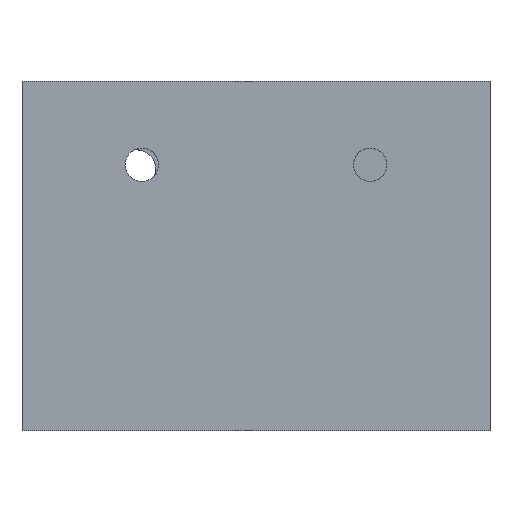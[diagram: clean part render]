
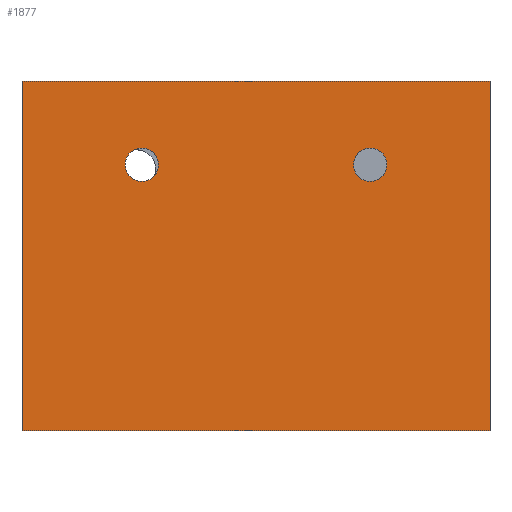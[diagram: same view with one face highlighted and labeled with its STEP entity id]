
A CAD part, top view. The second image highlights one B-rep face of the part: STEP entity #1877.
In plain terms, the highlighted planar face has unit normal (0, 0, 1).
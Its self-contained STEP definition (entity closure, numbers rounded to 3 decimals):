
#32=FACE_BOUND('',#323,.T.);
#33=FACE_BOUND('',#324,.T.);
#111=PLANE('',#2030);
#209=FACE_OUTER_BOUND('',#322,.T.);
#322=EDGE_LOOP('',(#1754,#1755,#1756,#1757));
#323=EDGE_LOOP('',(#1758));
#324=EDGE_LOOP('',(#1759));
#539=LINE('',#3047,#760);
#541=LINE('',#3051,#762);
#543=LINE('',#3055,#764);
#545=LINE('',#3058,#766);
#760=VECTOR('',#2515,10.);
#762=VECTOR('',#2519,10.);
#764=VECTOR('',#2523,10.);
#766=VECTOR('',#2527,10.);
#805=CIRCLE('',#2023,3.);
#806=CIRCLE('',#2025,3.);
#971=VERTEX_POINT('',#3036);
#972=VERTEX_POINT('',#3040);
#973=VERTEX_POINT('',#3044);
#974=VERTEX_POINT('',#3046);
#975=VERTEX_POINT('',#3050);
#976=VERTEX_POINT('',#3054);
#1226=EDGE_CURVE('',#971,#971,#805,.T.);
#1228=EDGE_CURVE('',#972,#972,#806,.T.);
#1231=EDGE_CURVE('',#974,#973,#539,.T.);
#1233=EDGE_CURVE('',#975,#974,#541,.T.);
#1235=EDGE_CURVE('',#976,#975,#543,.T.);
#1237=EDGE_CURVE('',#973,#976,#545,.T.);
#1754=ORIENTED_EDGE('',*,*,#1237,.T.);
#1755=ORIENTED_EDGE('',*,*,#1235,.T.);
#1756=ORIENTED_EDGE('',*,*,#1233,.T.);
#1757=ORIENTED_EDGE('',*,*,#1231,.T.);
#1758=ORIENTED_EDGE('',*,*,#1228,.T.);
#1759=ORIENTED_EDGE('',*,*,#1226,.T.);
#1877=ADVANCED_FACE('',(#209,#32,#33),#111,.T.);
#2023=AXIS2_PLACEMENT_3D('',#3037,#2504,#2505);
#2025=AXIS2_PLACEMENT_3D('',#3041,#2509,#2510);
#2030=AXIS2_PLACEMENT_3D('',#3059,#2528,#2529);
#2504=DIRECTION('center_axis',(0.,0.,-1.));
#2505=DIRECTION('ref_axis',(-1.,0.,0.));
#2509=DIRECTION('center_axis',(0.,0.,-1.));
#2510=DIRECTION('ref_axis',(-1.,0.,0.));
#2515=DIRECTION('',(0.,-1.,0.));
#2519=DIRECTION('',(-1.,0.,0.));
#2523=DIRECTION('',(0.,1.,0.));
#2527=DIRECTION('',(1.,0.,0.));
#2528=DIRECTION('center_axis',(0.,0.,1.));
#2529=DIRECTION('ref_axis',(-1.,0.,0.));
#3036=CARTESIAN_POINT('',(18.,43.75,42.));
#3037=CARTESIAN_POINT('Origin',(15.,43.75,42.));
#3040=CARTESIAN_POINT('',(59.,43.75,42.));
#3041=CARTESIAN_POINT('Origin',(56.,43.75,42.));
#3044=CARTESIAN_POINT('',(-6.5,-4.,42.));
#3046=CARTESIAN_POINT('',(-6.5,58.75,42.));
#3047=CARTESIAN_POINT('',(-6.5,58.75,42.));
#3050=CARTESIAN_POINT('',(77.5,58.75,42.));
#3051=CARTESIAN_POINT('',(77.5,58.75,42.));
#3054=CARTESIAN_POINT('',(77.5,-4.,42.));
#3055=CARTESIAN_POINT('',(77.5,-4.,42.));
#3058=CARTESIAN_POINT('',(-6.5,-4.,42.));
#3059=CARTESIAN_POINT('Origin',(35.5,27.375,42.));
